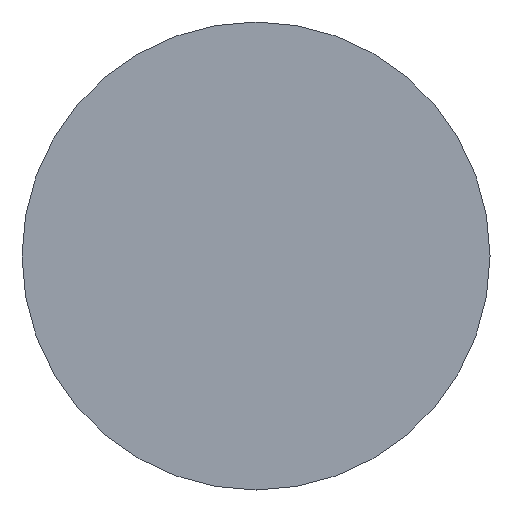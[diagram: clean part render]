
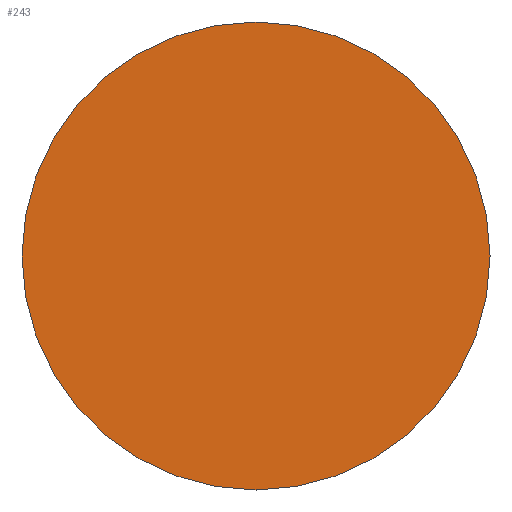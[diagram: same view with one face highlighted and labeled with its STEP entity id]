
A CAD part, front view. The second image highlights one B-rep face of the part: STEP entity #243.
In plain terms, the highlighted planar face has unit normal (0, -1, 0).
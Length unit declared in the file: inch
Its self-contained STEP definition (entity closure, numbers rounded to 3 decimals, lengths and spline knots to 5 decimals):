
#17 = EDGE_CURVE ( 'NONE', #132, #238, #301, .T. ) ;
#19 = DIRECTION ( 'NONE',  ( 0., -1., 0. ) ) ;
#23 = ORIENTED_EDGE ( 'NONE', *, *, #122, .T. ) ;
#45 = CIRCLE ( 'NONE', #266, 0.1875 ) ;
#52 = ORIENTED_EDGE ( 'NONE', *, *, #17, .T. ) ;
#55 = AXIS2_PLACEMENT_3D ( 'NONE', #113, #196, #302 ) ;
#69 = CARTESIAN_POINT ( 'NONE',  ( 0., 0., 0. ) ) ;
#89 = CARTESIAN_POINT ( 'NONE',  ( 0., 0., 0.1875 ) ) ;
#90 = EDGE_LOOP ( 'NONE', ( #52, #23 ) ) ;
#91 = PLANE ( 'NONE',  #55 ) ;
#99 = CARTESIAN_POINT ( 'NONE',  ( 0., 0., 0. ) ) ;
#110 = CARTESIAN_POINT ( 'NONE',  ( 0., 0., -0.1875 ) ) ;
#113 = CARTESIAN_POINT ( 'NONE',  ( 0., 0., 0. ) ) ;
#122 = EDGE_CURVE ( 'NONE', #238, #132, #45, .T. ) ;
#132 = VERTEX_POINT ( 'NONE', #110 ) ;
#173 = FACE_OUTER_BOUND ( 'NONE', #90, .T. ) ;
#188 = AXIS2_PLACEMENT_3D ( 'NONE', #99, #19, #192 ) ;
#192 = DIRECTION ( 'NONE',  ( 0., 0., -1. ) ) ;
#196 = DIRECTION ( 'NONE',  ( 0., -1., 0. ) ) ;
#217 = DIRECTION ( 'NONE',  ( 0., -1., 0. ) ) ;
#238 = VERTEX_POINT ( 'NONE', #89 ) ;
#243 = ADVANCED_FACE ( 'NONE', ( #173 ), #91, .T. ) ;
#258 = DIRECTION ( 'NONE',  ( 0., 0., -1. ) ) ;
#266 = AXIS2_PLACEMENT_3D ( 'NONE', #69, #217, #258 ) ;
#301 = CIRCLE ( 'NONE', #188, 0.1875 ) ;
#302 = DIRECTION ( 'NONE',  ( 0., 0., -1. ) ) ;
